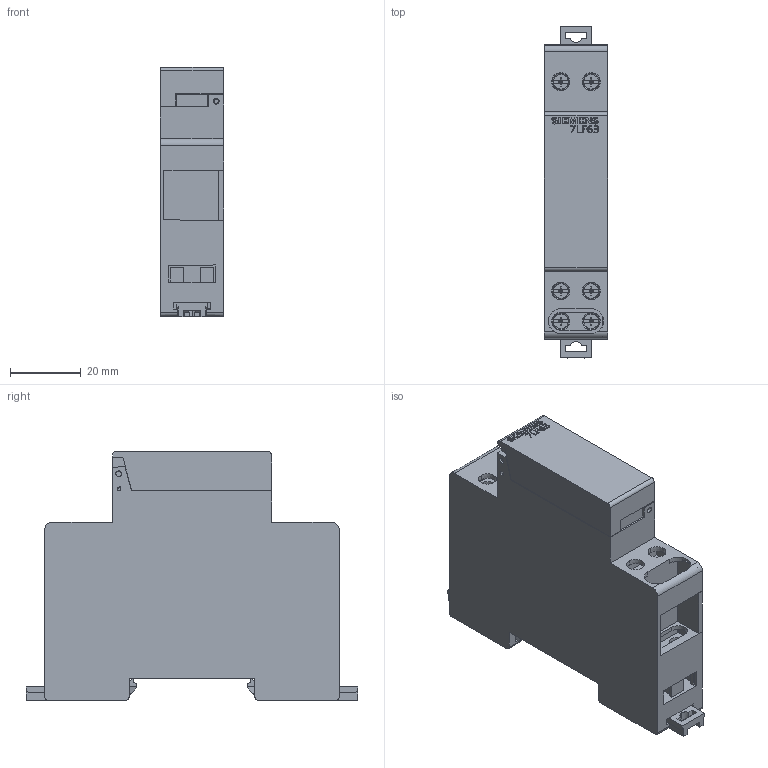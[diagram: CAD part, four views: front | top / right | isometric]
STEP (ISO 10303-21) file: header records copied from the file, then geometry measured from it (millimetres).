
FILE_DESCRIPTION(('STEP AP214'),'1');
FILE_NAME('cctmp_741CD07E-D77B-4EDC-AE71-A4691837564F_2023_07_22_12_45_08_0195..stp','2023-07-22T10:45:09',('SIEMENS A&D'),('CADClick - www.CADClick.com'),'Spatial InterOp 3D postprocessed',' ','unknown authorization');
FILE_SCHEMA(('AUTOMOTIVE_DESIGN'));
Length unit declared in the file: millimetre
Products named in the file (3): cc_unnamed; 2023_07_22_12_45_08_0163; 2023_07_22_12_45_08_0159
Assembly tree (2 placements, depth 2):
  cc_unnamed
    2023_07_22_12_45_08_0163
    2023_07_22_12_45_08_0159
Bounding box: 17.85 x 93.6 x 70.28 mm (x, y, z)
Volume: 69835.8 mm3; surface area: 27826.8 mm2
Topology: 2 solids, 2 shells, 854 faces, 2532 edges, 1683 vertices
Faces by surface type: plane 657, cylinder 81, cone 62, bspline 24, extrusion 18, sphere 12
Entity records: 36566 total; most frequent: CARTESIAN_POINT 11520, ORIENTED_EDGE 5040, DIRECTION 4111, EDGE_CURVE 2520, VECTOR 1833, LINE 1815, VERTEX_POINT 1683, AXIS2_PLACEMENT_3D 1139
